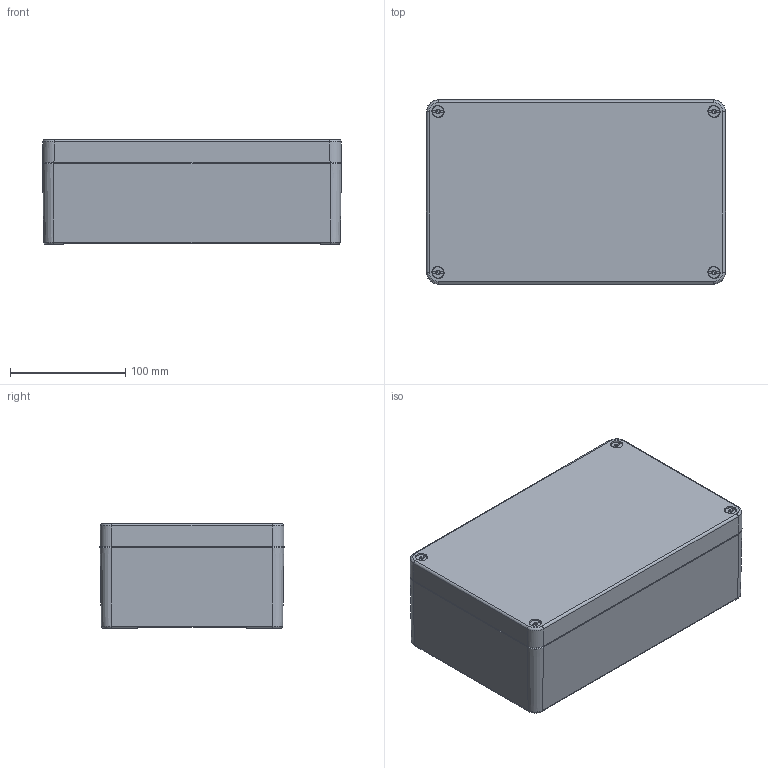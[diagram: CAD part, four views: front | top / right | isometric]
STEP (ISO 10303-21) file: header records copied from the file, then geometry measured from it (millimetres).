
FILE_DESCRIPTION(('CATIA V5R24 STEP','CAx-IF Rec.Pracs.--- Model Styling and Organization---1.2---2011-12-15'),'2;1');
FILE_NAME ('D1459583_0', '2018-04-09T08:28:26+00:00', ('Weidmueller Interface'), ('Weidmueller'), 'CATIA Version 5-6 Release 2014 SP4 HF52', 'CATIA V5 STEP AP214', 'none');
FILE_SCHEMA(('AUTOMOTIVE_DESIGN { 1 0 10303 214 1 1 1 1 }'));
Length unit declared in the file: millimetre
Products named in the file (1): K61_Zusammenbau_VMQ_RAL7001
Bounding box: 260 x 160 x 91 mm (x, y, z)
Volume: 768792.1 mm3; surface area: 347008.4 mm2
Topology: 9 solids, 9 shells, 1030 faces, 2527 edges, 1552 vertices
Faces by surface type: plane 383, cylinder 284, cone 190, torus 86, bspline 63, sphere 24
Entity records: 35396 total; most frequent: CARTESIAN_POINT 13282, ORIENTED_EDGE 4984, DIRECTION 3589, EDGE_CURVE 2492, AXIS2_PLACEMENT_3D 1629, VERTEX_POINT 1552, VECTOR 1210, LINE 1210
